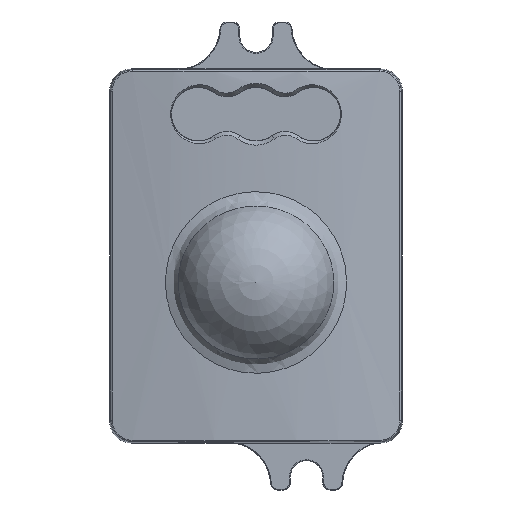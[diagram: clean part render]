
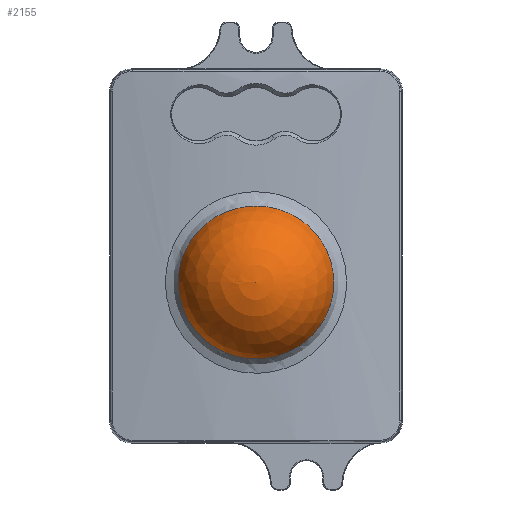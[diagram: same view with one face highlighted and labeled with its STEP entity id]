
A CAD part, top view. The second image highlights one B-rep face of the part: STEP entity #2155.
In plain terms, the highlighted spherical face has radius 11.1 mm.
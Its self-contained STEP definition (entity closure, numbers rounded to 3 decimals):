
#1750=SPHERICAL_SURFACE('',#5878,11.1);
#1920=FACE_OUTER_BOUND('',#3207,.T.);
#2155=ADVANCED_FACE('',(#1920),#1750,.T.);
#3207=EDGE_LOOP('',(#3621));
#3621=ORIENTED_EDGE('',*,*,#5188,.T.);
#4800=VERTEX_POINT('',#9243);
#5188=EDGE_CURVE('',#4800,#4800,#5693,.T.);
#5693=B_SPLINE_CURVE_WITH_KNOTS('',3,(#9225,#9226,#9227,#9228,#9229,#9230,
#9231,#9232,#9233,#9234,#9235,#9236,#9237,#9238,#9239,#9240,#9241,#9242),
 .UNSPECIFIED.,.T.,.F.,(2,2,2,2,2,2,2,2,2,2,2),(-0.125,0.,0.125,0.25,0.375,
0.5,0.625,0.75,0.875,1.,1.125),.UNSPECIFIED.);
#5878=AXIS2_PLACEMENT_3D('',#9244,#6345,#6346);
#6345=DIRECTION('',(0.,0.,1.));
#6346=DIRECTION('',(-1.,0.,0.));
#9225=CARTESIAN_POINT('',(10.06,27.849,20.934));
#9226=CARTESIAN_POINT('',(8.47,22.431,20.741));
#9227=CARTESIAN_POINT('',(8.837,19.444,20.796));
#9228=CARTESIAN_POINT('',(11.592,14.608,21.099));
#9229=CARTESIAN_POINT('',(13.976,12.772,21.321));
#9230=CARTESIAN_POINT('',(19.361,11.274,21.506));
#9231=CARTESIAN_POINT('',(22.334,11.595,21.456));
#9232=CARTESIAN_POINT('',(27.281,14.264,21.156));
#9233=CARTESIAN_POINT('',(29.172,16.572,20.934));
#9234=CARTESIAN_POINT('',(30.75,21.953,20.742));
#9235=CARTESIAN_POINT('',(30.399,24.941,20.795));
#9236=CARTESIAN_POINT('',(27.615,29.821,21.101));
#9237=CARTESIAN_POINT('',(25.229,31.636,21.322));
#9238=CARTESIAN_POINT('',(19.864,33.123,21.505));
#9239=CARTESIAN_POINT('',(16.87,32.793,21.455));
#9240=CARTESIAN_POINT('',(11.964,30.146,21.158));
#9241=CARTESIAN_POINT('',(10.06,27.849,20.934));
#9242=CARTESIAN_POINT('',(8.47,22.431,20.741));
#9243=CARTESIAN_POINT('',(9.265,25.14,20.838));
#9244=CARTESIAN_POINT('',(19.613,22.2,18.1));
